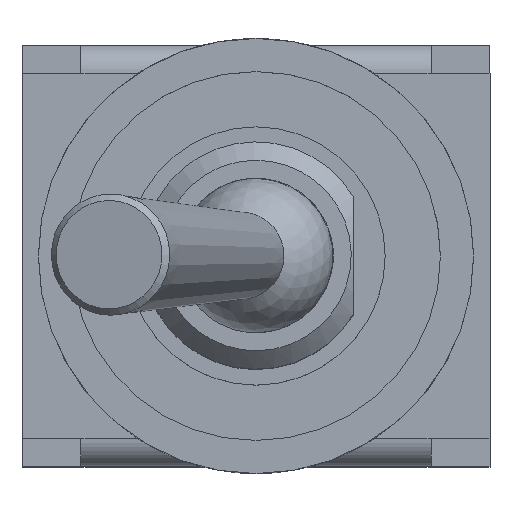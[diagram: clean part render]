
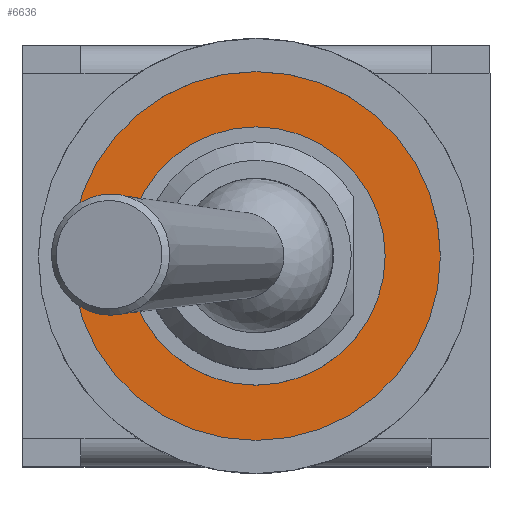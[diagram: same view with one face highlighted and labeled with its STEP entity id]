
A CAD part, top view. The second image highlights one B-rep face of the part: STEP entity #6636.
In plain terms, the highlighted planar face has unit normal (0, 0, 1).
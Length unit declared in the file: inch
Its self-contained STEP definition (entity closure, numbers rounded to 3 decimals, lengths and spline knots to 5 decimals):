
#324=CIRCLE('',#7215,0.13799);
#327=CIRCLE('',#7219,0.19705);
#377=FACE_BOUND('',#1048,.T.);
#644=FACE_OUTER_BOUND('',#1047,.T.);
#1047=EDGE_LOOP('',(#5503));
#1048=EDGE_LOOP('',(#5504));
#3081=VERTEX_POINT('',#10796);
#3084=VERTEX_POINT('',#10804);
#3924=EDGE_CURVE('',#3081,#3081,#324,.T.);
#3929=EDGE_CURVE('',#3084,#3084,#327,.T.);
#5503=ORIENTED_EDGE('',*,*,#3929,.T.);
#5504=ORIENTED_EDGE('',*,*,#3924,.F.);
#6271=PLANE('',#7220);
#6636=ADVANCED_FACE('',(#644,#377),#6271,.F.);
#7215=AXIS2_PLACEMENT_3D('',#10797,#8741,#8742);
#7219=AXIS2_PLACEMENT_3D('',#10806,#8751,#8752);
#7220=AXIS2_PLACEMENT_3D('',#10807,#8753,#8754);
#8741=DIRECTION('center_axis',(0.,0.,
1.));
#8742=DIRECTION('ref_axis',(1.,0.,0.));
#8751=DIRECTION('center_axis',(0.,0.,
1.));
#8752=DIRECTION('ref_axis',(1.,0.,0.));
#8753=DIRECTION('center_axis',(0.,0.,
-1.));
#8754=DIRECTION('ref_axis',(1.,0.,0.));
#10796=CARTESIAN_POINT('',(-0.13799,0.,0.37913));
#10797=CARTESIAN_POINT('Origin',(0.,0.,
0.37913));
#10804=CARTESIAN_POINT('',(-0.19705,0.,0.37913));
#10806=CARTESIAN_POINT('Origin',(0.,0.,
0.37913));
#10807=CARTESIAN_POINT('Origin',(0.,0.,
0.37913));
